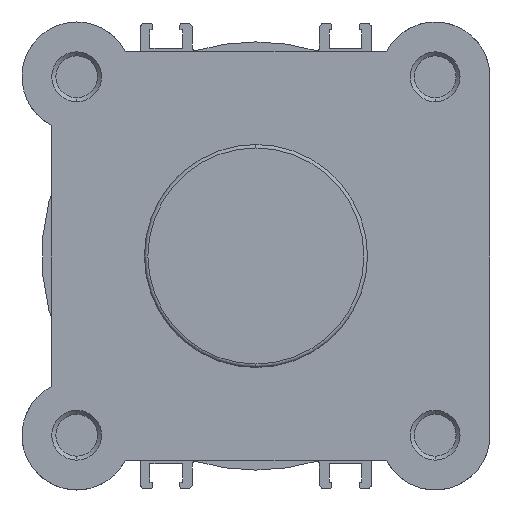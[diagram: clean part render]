
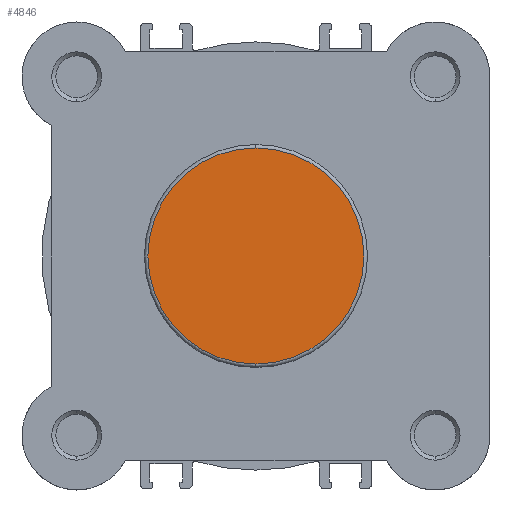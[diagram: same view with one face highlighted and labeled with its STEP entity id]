
A CAD part, left-side view. The second image highlights one B-rep face of the part: STEP entity #4846.
In plain terms, the highlighted planar face has unit normal (-1, 0, 0).
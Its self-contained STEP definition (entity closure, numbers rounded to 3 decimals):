
#547 = ORIENTED_EDGE ( 'NONE', *, *, #2991, .T. ) ;
#548 = ORIENTED_EDGE ( 'NONE', *, *, #2885, .T. ) ;
#1229 = CIRCLE ( 'NONE', #3290, 21.7 ) ;
#1370 = CIRCLE ( 'NONE', #3357, 21.7 ) ;
#1745 = FACE_OUTER_BOUND ( 'NONE', #7429, .T. ) ;
#2885 = EDGE_CURVE ( 'NONE', #5156, #5106, #1229, .T. ) ;
#2991 = EDGE_CURVE ( 'NONE', #5106, #5156, #1370, .T. ) ;
#3290 = AXIS2_PLACEMENT_3D ( 'NONE', #6020, #6052, #6053 ) ;
#3357 = AXIS2_PLACEMENT_3D ( 'NONE', #3606, #3608, #3609 ) ;
#3487 = AXIS2_PLACEMENT_3D ( 'NONE', #4293, #4296, #4297 ) ;
#3606 = CARTESIAN_POINT ( 'NONE',  ( 0., 0., 0. ) ) ;
#3608 = DIRECTION ( 'NONE',  ( -1., 0., 0. ) ) ;
#3609 = DIRECTION ( 'NONE',  ( 0., 0., -1. ) ) ;
#4293 = CARTESIAN_POINT ( 'NONE',  ( 0., 22.4, 0. ) ) ;
#4294 = PLANE ( 'NONE',  #3487 ) ;
#4296 = DIRECTION ( 'NONE',  ( 1., 0., 0. ) ) ;
#4297 = DIRECTION ( 'NONE',  ( 0., 0., -1. ) ) ;
#4846 = ADVANCED_FACE ( 'NONE', ( #1745 ), #4294, .F. ) ;
#5106 = VERTEX_POINT ( 'NONE', #6841 ) ;
#5156 = VERTEX_POINT ( 'NONE', #6891 ) ;
#6020 = CARTESIAN_POINT ( 'NONE',  ( 0., 0., 0. ) ) ;
#6052 = DIRECTION ( 'NONE',  ( -1., 0., 0. ) ) ;
#6053 = DIRECTION ( 'NONE',  ( 0., 0., -1. ) ) ;
#6841 = CARTESIAN_POINT ( 'NONE',  ( 0., 0., 21.7 ) ) ;
#6891 = CARTESIAN_POINT ( 'NONE',  ( 0., 0., -21.7 ) ) ;
#7429 = EDGE_LOOP ( 'NONE', ( #548, #547 ) ) ;
